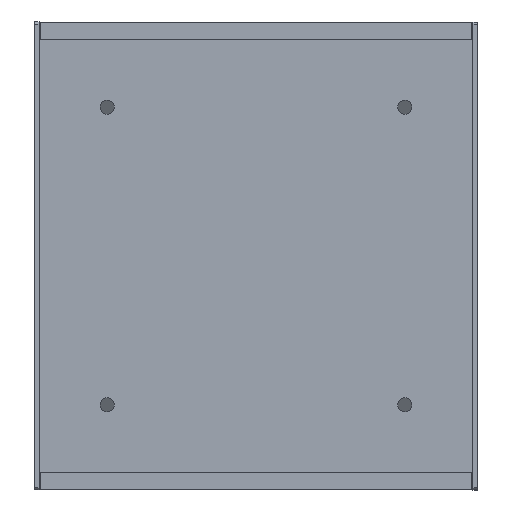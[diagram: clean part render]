
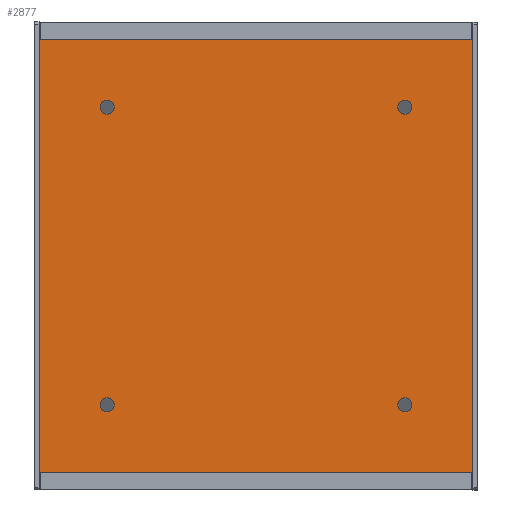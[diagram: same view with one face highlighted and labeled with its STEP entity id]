
A CAD part, left-side view. The second image highlights one B-rep face of the part: STEP entity #2877.
In plain terms, the highlighted planar face has unit normal (-1, 0, 0).
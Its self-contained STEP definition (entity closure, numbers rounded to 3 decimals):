
#5 = VERTEX_POINT ( 'NONE', #241 ) ;
#65 = VERTEX_POINT ( 'NONE', #71 ) ;
#71 = CARTESIAN_POINT ( 'NONE',  ( -71.5, -86., -33.35 ) ) ;
#108 = VERTEX_POINT ( 'NONE', #165 ) ;
#127 = CARTESIAN_POINT ( 'NONE',  ( -71.5, -86., 36.65 ) ) ;
#146 = CARTESIAN_POINT ( 'NONE',  ( -71.5, -102., -51. ) ) ;
#153 = FACE_BOUND ( 'NONE', #958, .T. ) ;
#155 = PLANE ( 'NONE',  #3238 ) ;
#156 = VERTEX_POINT ( 'NONE', #127 ) ;
#158 = DIRECTION ( 'NONE',  ( 0., 0., 1. ) ) ;
#159 = DIRECTION ( 'NONE',  ( -1., 0., 0. ) ) ;
#165 = CARTESIAN_POINT ( 'NONE',  ( -71.5, -16., 36.65 ) ) ;
#208 = FACE_BOUND ( 'NONE', #1603, .T. ) ;
#209 = FACE_BOUND ( 'NONE', #1267, .T. ) ;
#211 = FACE_OUTER_BOUND ( 'NONE', #1573, .T. ) ;
#223 = FACE_BOUND ( 'NONE', #904, .T. ) ;
#241 = CARTESIAN_POINT ( 'NONE',  ( -71.5, -16., -33.35 ) ) ;
#296 = CARTESIAN_POINT ( 'NONE',  ( -71.5, -16., 35. ) ) ;
#305 = LINE ( 'NONE', #686, #3451 ) ;
#381 = LINE ( 'NONE', #616, #3295 ) ;
#394 = DIRECTION ( 'NONE',  ( 0., 0., 1. ) ) ;
#429 = DIRECTION ( 'NONE',  ( 0., 0., 1. ) ) ;
#608 = DIRECTION ( 'NONE',  ( 0., -1., 0. ) ) ;
#616 = CARTESIAN_POINT ( 'NONE',  ( -71.5, 0., -51. ) ) ;
#686 = CARTESIAN_POINT ( 'NONE',  ( -71.5, -102., -51. ) ) ;
#750 = DIRECTION ( 'NONE',  ( -1., 0., 0. ) ) ;
#830 = VERTEX_POINT ( 'NONE', #1445 ) ;
#904 = EDGE_LOOP ( 'NONE', ( #1392 ) ) ;
#958 = EDGE_LOOP ( 'NONE', ( #1370 ) ) ;
#1028 = VERTEX_POINT ( 'NONE', #2939 ) ;
#1194 = VERTEX_POINT ( 'NONE', #3185 ) ;
#1214 = ORIENTED_EDGE ( 'NONE', *, *, #2685, .F. ) ;
#1217 = ORIENTED_EDGE ( 'NONE', *, *, #2703, .T. ) ;
#1245 = ORIENTED_EDGE ( 'NONE', *, *, #2672, .T. ) ;
#1267 = EDGE_LOOP ( 'NONE', ( #1214 ) ) ;
#1370 = ORIENTED_EDGE ( 'NONE', *, *, #2664, .F. ) ;
#1392 = ORIENTED_EDGE ( 'NONE', *, *, #2761, .F. ) ;
#1400 = ORIENTED_EDGE ( 'NONE', *, *, #2684, .F. ) ;
#1445 = CARTESIAN_POINT ( 'NONE',  ( -71.5, -102., -51. ) ) ;
#1560 = ORIENTED_EDGE ( 'NONE', *, *, #2735, .T. ) ;
#1565 = ORIENTED_EDGE ( 'NONE', *, *, #2759, .T. ) ;
#1573 = EDGE_LOOP ( 'NONE', ( #1565, #1560, #1217, #1245 ) ) ;
#1603 = EDGE_LOOP ( 'NONE', ( #1400 ) ) ;
#1604 = VERTEX_POINT ( 'NONE', #2919 ) ;
#1683 = CARTESIAN_POINT ( 'NONE',  ( -71.5, 0., 51. ) ) ;
#1684 = LINE ( 'NONE', #1683, #3343 ) ;
#2043 = DIRECTION ( 'NONE',  ( 0., 0., 1. ) ) ;
#2044 = DIRECTION ( 'NONE',  ( -1., 0., 0. ) ) ;
#2045 = CARTESIAN_POINT ( 'NONE',  ( -71.5, -16., -35. ) ) ;
#2083 = CARTESIAN_POINT ( 'NONE',  ( -71.5, -86., 35. ) ) ;
#2086 = DIRECTION ( 'NONE',  ( -1., 0., 0. ) ) ;
#2087 = DIRECTION ( 'NONE',  ( 0., 0., 1. ) ) ;
#2118 = DIRECTION ( 'NONE',  ( 0., 1., 0. ) ) ;
#2120 = LINE ( 'NONE', #2124, #3314 ) ;
#2124 = CARTESIAN_POINT ( 'NONE',  ( -71.5, 0., -51. ) ) ;
#2125 = DIRECTION ( 'NONE',  ( 0., 0., -1. ) ) ;
#2173 = CARTESIAN_POINT ( 'NONE',  ( -71.5, -86., -35. ) ) ;
#2174 = DIRECTION ( 'NONE',  ( -1., 0., 0. ) ) ;
#2175 = DIRECTION ( 'NONE',  ( 0., 0., 1. ) ) ;
#2664 = EDGE_CURVE ( 'NONE', #156, #156, #3438, .T. ) ;
#2672 = EDGE_CURVE ( 'NONE', #1028, #1194, #2120, .T. ) ;
#2684 = EDGE_CURVE ( 'NONE', #65, #65, #3328, .T. ) ;
#2685 = EDGE_CURVE ( 'NONE', #5, #5, #3254, .T. ) ;
#2703 = EDGE_CURVE ( 'NONE', #1604, #1028, #1684, .T. ) ;
#2735 = EDGE_CURVE ( 'NONE', #830, #1604, #305, .T. ) ;
#2759 = EDGE_CURVE ( 'NONE', #1194, #830, #381, .T. ) ;
#2761 = EDGE_CURVE ( 'NONE', #108, #108, #3227, .T. ) ;
#2877 = ADVANCED_FACE ( 'NONE', ( #209, #208, #153, #223, #211 ), #155, .T. ) ;
#2919 = CARTESIAN_POINT ( 'NONE',  ( -71.5, -102., 51. ) ) ;
#2939 = CARTESIAN_POINT ( 'NONE',  ( -71.5, 0., 51. ) ) ;
#3185 = CARTESIAN_POINT ( 'NONE',  ( -71.5, 0., -51. ) ) ;
#3216 = AXIS2_PLACEMENT_3D ( 'NONE', #2045, #2044, #2043 ) ;
#3227 = CIRCLE ( 'NONE', #3283, 1.65 ) ;
#3238 = AXIS2_PLACEMENT_3D ( 'NONE', #146, #159, #158 ) ;
#3254 = CIRCLE ( 'NONE', #3216, 1.65 ) ;
#3283 = AXIS2_PLACEMENT_3D ( 'NONE', #296, #750, #429 ) ;
#3295 = VECTOR ( 'NONE', #608, 1000. ) ;
#3299 = AXIS2_PLACEMENT_3D ( 'NONE', #2083, #2086, #2087 ) ;
#3314 = VECTOR ( 'NONE', #2125, 1000. ) ;
#3328 = CIRCLE ( 'NONE', #3348, 1.65 ) ;
#3343 = VECTOR ( 'NONE', #2118, 1000. ) ;
#3348 = AXIS2_PLACEMENT_3D ( 'NONE', #2173, #2174, #2175 ) ;
#3438 = CIRCLE ( 'NONE', #3299, 1.65 ) ;
#3451 = VECTOR ( 'NONE', #394, 1000. ) ;
